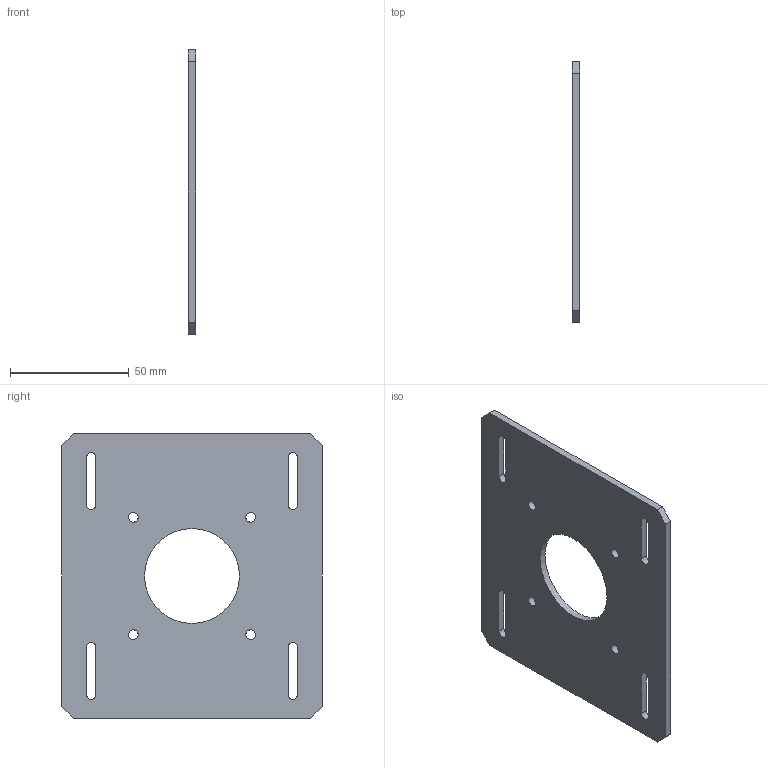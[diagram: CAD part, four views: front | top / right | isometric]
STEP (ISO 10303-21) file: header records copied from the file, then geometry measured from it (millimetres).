
FILE_DESCRIPTION(/* description */ (''),/* implementation_level */ '2;1');
FILE_NAME(/* name */ '',/* time_stamp */ '2023-12-28T10:48:18+07:00',/* author */ ('daveb'),/* organization */ (''),/* preprocessor_version */ 'ST-DEVELOPER v19.2',/* originating_system */ 'Autodesk Inventor 2024',/* authorisation */ '');
FILE_SCHEMA (('AUTOMOTIVE_DESIGN { 1 0 10303 214 3 1 1 }'));
Length unit declared in the file: millimetre
Products named in the file (1): [K3]Nắp_ĐộngCơ
Bounding box: 3 x 110 x 120 mm (x, y, z)
Volume: 34408.2 mm3; surface area: 25447.3 mm2
Topology: 1 solids, 1 shells, 31 faces, 87 edges, 58 vertices
Faces by surface type: plane 18, cylinder 13
Full cylindrical faces by diameter (mm): 4.134 x4, 40 x1
Entity records: 1086 total; most frequent: DIRECTION 177, CARTESIAN_POINT 177, ORIENTED_EDGE 174, EDGE_CURVE 87, LINE 61, VECTOR 61, VERTEX_POINT 58, AXIS2_PLACEMENT_3D 58
